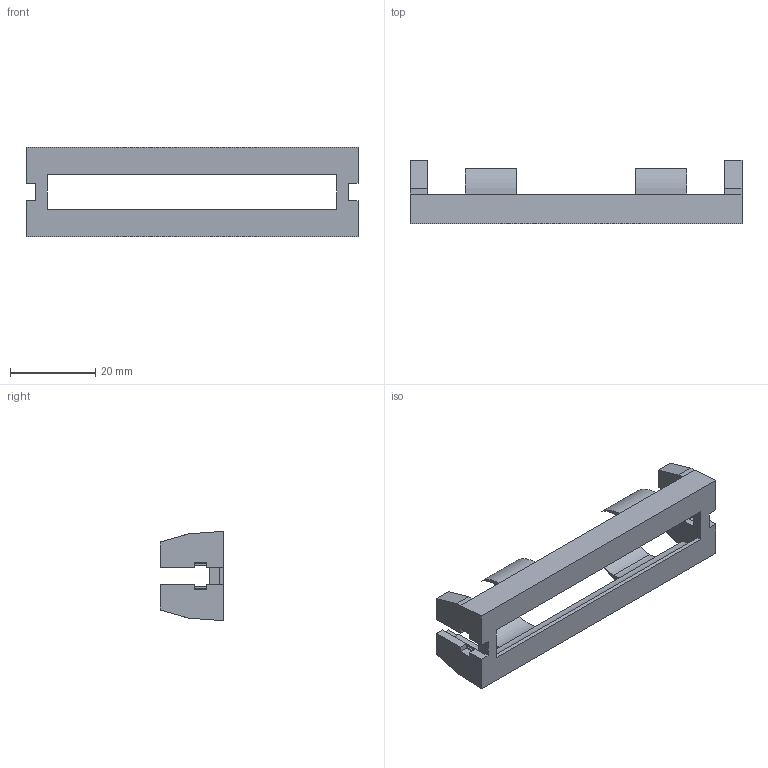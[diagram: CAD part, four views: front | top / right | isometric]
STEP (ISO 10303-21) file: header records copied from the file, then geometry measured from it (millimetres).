
FILE_DESCRIPTION (( 'STEP AP214' ), '1' );
FILE_NAME ('Battery Holder.STEP', '2023-08-19T11:48:42', ( '' ), ( '' ), 'SwSTEP 2.0', 'SolidWorks 2022', '' );
FILE_SCHEMA (( 'AUTOMOTIVE_DESIGN' ));
Length unit declared in the file: millimetre
Products named in the file (1): Battery Holder
Bounding box: 78 x 15 x 21 mm (x, y, z)
Volume: 5443.3 mm3; surface area: 5610 mm2
Topology: 1 solids, 1 shells, 105 faces, 280 edges, 176 vertices
Faces by surface type: plane 93, cylinder 12
Entity records: 3220 total; most frequent: CARTESIAN_POINT 562, ORIENTED_EDGE 560, DIRECTION 516, EDGE_CURVE 280, LINE 256, VECTOR 256, VERTEX_POINT 176, AXIS2_PLACEMENT_3D 130
